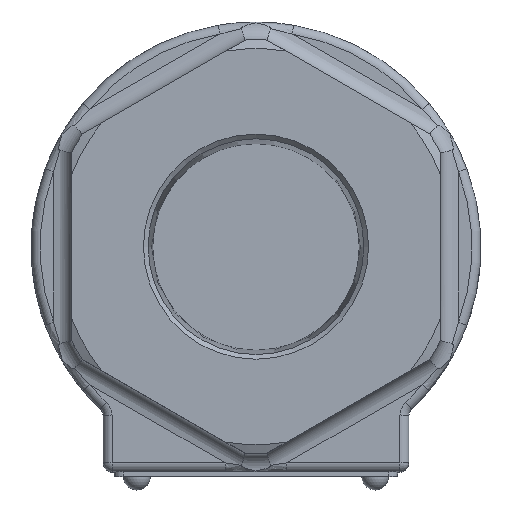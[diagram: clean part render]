
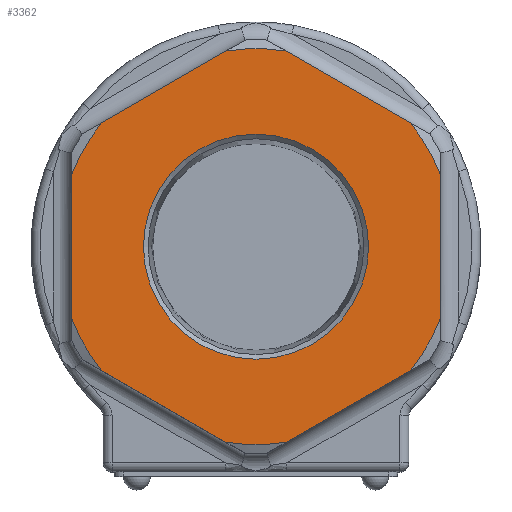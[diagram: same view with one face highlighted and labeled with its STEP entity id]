
A CAD part, top view. The second image highlights one B-rep face of the part: STEP entity #3362.
In plain terms, the highlighted planar face has unit normal (0, 0, 1).
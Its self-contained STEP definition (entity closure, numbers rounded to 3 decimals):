
#81=FACE_BOUND('',#959,.T.);
#251=LINE('',#5107,#471);
#252=LINE('',#5111,#472);
#253=LINE('',#5115,#473);
#254=LINE('',#5119,#474);
#255=LINE('',#5123,#475);
#256=LINE('',#5126,#476);
#471=VECTOR('',#4085,10.);
#472=VECTOR('',#4088,10.);
#473=VECTOR('',#4091,10.);
#474=VECTOR('',#4094,10.);
#475=VECTOR('',#4097,10.);
#476=VECTOR('',#4100,10.);
#744=FACE_OUTER_BOUND('',#958,.T.);
#958=EDGE_LOOP('',(#2312,#2313,#2314,#2315,#2316,#2317,#2318,#2319,#2320,
#2321,#2322,#2323));
#959=EDGE_LOOP('',(#2324));
#1173=CIRCLE('',#3616,12.509);
#1177=CIRCLE('',#3622,22.);
#1178=CIRCLE('',#3623,22.);
#1179=CIRCLE('',#3624,22.);
#1180=CIRCLE('',#3625,22.);
#1181=CIRCLE('',#3626,22.);
#1182=CIRCLE('',#3627,22.);
#1386=VERTEX_POINT('',#5091);
#1390=VERTEX_POINT('',#5103);
#1391=VERTEX_POINT('',#5104);
#1392=VERTEX_POINT('',#5106);
#1393=VERTEX_POINT('',#5108);
#1394=VERTEX_POINT('',#5110);
#1395=VERTEX_POINT('',#5112);
#1396=VERTEX_POINT('',#5114);
#1397=VERTEX_POINT('',#5116);
#1398=VERTEX_POINT('',#5118);
#1399=VERTEX_POINT('',#5120);
#1400=VERTEX_POINT('',#5122);
#1401=VERTEX_POINT('',#5124);
#1736=EDGE_CURVE('',#1386,#1386,#1173,.T.);
#1742=EDGE_CURVE('',#1390,#1391,#1177,.T.);
#1743=EDGE_CURVE('',#1392,#1390,#251,.T.);
#1744=EDGE_CURVE('',#1393,#1392,#1178,.T.);
#1745=EDGE_CURVE('',#1394,#1393,#252,.T.);
#1746=EDGE_CURVE('',#1395,#1394,#1179,.T.);
#1747=EDGE_CURVE('',#1396,#1395,#253,.T.);
#1748=EDGE_CURVE('',#1397,#1396,#1180,.T.);
#1749=EDGE_CURVE('',#1398,#1397,#254,.T.);
#1750=EDGE_CURVE('',#1399,#1398,#1181,.T.);
#1751=EDGE_CURVE('',#1400,#1399,#255,.T.);
#1752=EDGE_CURVE('',#1401,#1400,#1182,.T.);
#1753=EDGE_CURVE('',#1391,#1401,#256,.T.);
#2312=ORIENTED_EDGE('',*,*,#1742,.F.);
#2313=ORIENTED_EDGE('',*,*,#1743,.F.);
#2314=ORIENTED_EDGE('',*,*,#1744,.F.);
#2315=ORIENTED_EDGE('',*,*,#1745,.F.);
#2316=ORIENTED_EDGE('',*,*,#1746,.F.);
#2317=ORIENTED_EDGE('',*,*,#1747,.F.);
#2318=ORIENTED_EDGE('',*,*,#1748,.F.);
#2319=ORIENTED_EDGE('',*,*,#1749,.F.);
#2320=ORIENTED_EDGE('',*,*,#1750,.F.);
#2321=ORIENTED_EDGE('',*,*,#1751,.F.);
#2322=ORIENTED_EDGE('',*,*,#1752,.F.);
#2323=ORIENTED_EDGE('',*,*,#1753,.F.);
#2324=ORIENTED_EDGE('',*,*,#1736,.F.);
#3273=PLANE('',#3621);
#3362=ADVANCED_FACE('',(#744,#81),#3273,.F.);
#3616=AXIS2_PLACEMENT_3D('',#5092,#4069,#4070);
#3621=AXIS2_PLACEMENT_3D('',#5102,#4081,#4082);
#3622=AXIS2_PLACEMENT_3D('',#5105,#4083,#4084);
#3623=AXIS2_PLACEMENT_3D('',#5109,#4086,#4087);
#3624=AXIS2_PLACEMENT_3D('',#5113,#4089,#4090);
#3625=AXIS2_PLACEMENT_3D('',#5117,#4092,#4093);
#3626=AXIS2_PLACEMENT_3D('',#5121,#4095,#4096);
#3627=AXIS2_PLACEMENT_3D('',#5125,#4098,#4099);
#4069=DIRECTION('center_axis',(0.,0.,1.));
#4070=DIRECTION('ref_axis',(-1.,0.,0.));
#4081=DIRECTION('center_axis',(0.,0.,-1.));
#4082=DIRECTION('ref_axis',(-1.,0.,0.));
#4083=DIRECTION('center_axis',(0.,0.,-1.));
#4084=DIRECTION('ref_axis',(0.,-1.,0.));
#4085=DIRECTION('',(0.866,-0.5,0.));
#4086=DIRECTION('center_axis',(0.,0.,-1.));
#4087=DIRECTION('ref_axis',(0.,-1.,0.));
#4088=DIRECTION('',(0.866,0.5,0.));
#4089=DIRECTION('center_axis',(0.,0.,-1.));
#4090=DIRECTION('ref_axis',(0.,-1.,0.));
#4091=DIRECTION('',(0.,1.,0.));
#4092=DIRECTION('center_axis',(0.,0.,-1.));
#4093=DIRECTION('ref_axis',(0.,-1.,0.));
#4094=DIRECTION('',(-0.866,0.5,0.));
#4095=DIRECTION('center_axis',(0.,0.,-1.));
#4096=DIRECTION('ref_axis',(0.,-1.,0.));
#4097=DIRECTION('',(-0.866,-0.5,0.));
#4098=DIRECTION('center_axis',(0.,0.,-1.));
#4099=DIRECTION('ref_axis',(0.,-1.,0.));
#4100=DIRECTION('',(0.,-1.,0.));
#5091=CARTESIAN_POINT('',(12.509,0.,56.5));
#5092=CARTESIAN_POINT('Origin',(0.,0.,56.5));
#5102=CARTESIAN_POINT('Origin',(0.,0.,56.5));
#5103=CARTESIAN_POINT('',(17.165,13.761,56.5));
#5104=CARTESIAN_POINT('',(20.5,7.984,56.5));
#5105=CARTESIAN_POINT('Origin',(0.,0.,56.5));
#5106=CARTESIAN_POINT('',(3.335,21.746,56.5));
#5107=CARTESIAN_POINT('',(15.375,14.795,56.5));
#5108=CARTESIAN_POINT('',(-3.335,21.746,56.5));
#5109=CARTESIAN_POINT('Origin',(0.,0.,56.5));
#5110=CARTESIAN_POINT('',(-17.165,13.761,56.5));
#5111=CARTESIAN_POINT('',(-5.125,20.712,56.5));
#5112=CARTESIAN_POINT('',(-20.5,7.984,56.5));
#5113=CARTESIAN_POINT('Origin',(0.,0.,56.5));
#5114=CARTESIAN_POINT('',(-20.5,-7.984,56.5));
#5115=CARTESIAN_POINT('',(-20.5,5.918,56.5));
#5116=CARTESIAN_POINT('',(-17.165,-13.761,56.5));
#5117=CARTESIAN_POINT('Origin',(0.,0.,56.5));
#5118=CARTESIAN_POINT('',(-3.335,-21.746,56.5));
#5119=CARTESIAN_POINT('',(-15.375,-14.795,56.5));
#5120=CARTESIAN_POINT('',(3.335,-21.746,56.5));
#5121=CARTESIAN_POINT('Origin',(0.,0.,56.5));
#5122=CARTESIAN_POINT('',(17.165,-13.761,56.5));
#5123=CARTESIAN_POINT('',(5.125,-20.712,56.5));
#5124=CARTESIAN_POINT('',(20.5,-7.984,56.5));
#5125=CARTESIAN_POINT('Origin',(0.,0.,56.5));
#5126=CARTESIAN_POINT('',(20.5,-5.918,56.5));
